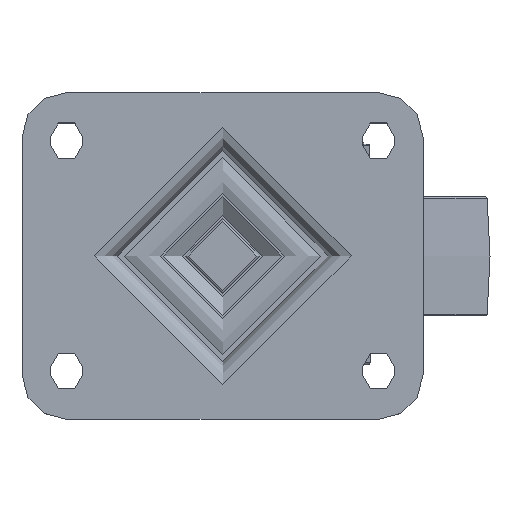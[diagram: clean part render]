
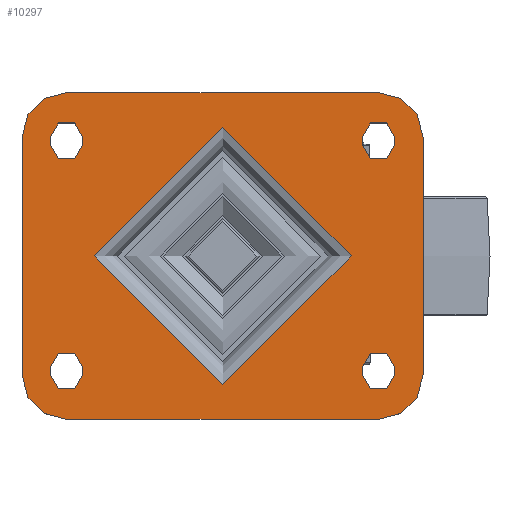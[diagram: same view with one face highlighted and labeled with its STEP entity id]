
A CAD part, top view. The second image highlights one B-rep face of the part: STEP entity #10297.
In plain terms, the highlighted planar face has unit normal (0, 0, 1).
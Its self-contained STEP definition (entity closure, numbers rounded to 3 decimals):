
#915=FACE_BOUND('',#2047,.T.);
#916=FACE_BOUND('',#2048,.T.);
#917=FACE_BOUND('',#2049,.T.);
#918=FACE_BOUND('',#2050,.T.);
#919=FACE_BOUND('',#2051,.T.);
#1031=PLANE('',#11228);
#1399=FACE_OUTER_BOUND('',#2046,.T.);
#2046=EDGE_LOOP('',(#7177,#7178,#7179,#7180,#7181,#7182,#7183,#7184));
#2047=EDGE_LOOP('',(#7185,#7186,#7187,#7188));
#2048=EDGE_LOOP('',(#7189,#7190,#7191,#7192));
#2049=EDGE_LOOP('',(#7193,#7194,#7195,#7196));
#2050=EDGE_LOOP('',(#7197,#7198,#7199,#7200));
#2051=EDGE_LOOP('',(#7201));
#2814=LINE('',#15181,#3462);
#2815=LINE('',#15185,#3463);
#2816=LINE('',#15189,#3464);
#2817=LINE('',#15192,#3465);
#2818=LINE('',#15195,#3466);
#2819=LINE('',#15199,#3467);
#2820=LINE('',#15203,#3468);
#2821=LINE('',#15207,#3469);
#2822=LINE('',#15211,#3470);
#2823=LINE('',#15215,#3471);
#2824=LINE('',#15219,#3472);
#2825=LINE('',#15223,#3473);
#3462=VECTOR('',#12423,1000.);
#3463=VECTOR('',#12426,1000.);
#3464=VECTOR('',#12429,1000.);
#3465=VECTOR('',#12432,1000.);
#3466=VECTOR('',#12433,1000.);
#3467=VECTOR('',#12436,1000.);
#3468=VECTOR('',#12439,1000.);
#3469=VECTOR('',#12442,1000.);
#3470=VECTOR('',#12445,1000.);
#3471=VECTOR('',#12448,1000.);
#3472=VECTOR('',#12451,1000.);
#3473=VECTOR('',#12454,1000.);
#4111=CIRCLE('',#11197,43.246);
#4134=CIRCLE('',#11229,15.);
#4135=CIRCLE('',#11230,15.);
#4136=CIRCLE('',#11231,15.);
#4137=CIRCLE('',#11232,15.);
#4138=CIRCLE('',#11233,5.5);
#4139=CIRCLE('',#11234,5.5);
#4140=CIRCLE('',#11235,5.5);
#4141=CIRCLE('',#11236,5.5);
#4142=CIRCLE('',#11237,5.5);
#4143=CIRCLE('',#11238,5.5);
#4144=CIRCLE('',#11239,5.5);
#4145=CIRCLE('',#11240,5.5);
#4573=VERTEX_POINT('',#15098);
#4605=VERTEX_POINT('',#15177);
#4606=VERTEX_POINT('',#15178);
#4607=VERTEX_POINT('',#15180);
#4608=VERTEX_POINT('',#15182);
#4609=VERTEX_POINT('',#15184);
#4610=VERTEX_POINT('',#15186);
#4611=VERTEX_POINT('',#15188);
#4612=VERTEX_POINT('',#15190);
#4613=VERTEX_POINT('',#15193);
#4614=VERTEX_POINT('',#15194);
#4615=VERTEX_POINT('',#15196);
#4616=VERTEX_POINT('',#15198);
#4617=VERTEX_POINT('',#15201);
#4618=VERTEX_POINT('',#15202);
#4619=VERTEX_POINT('',#15204);
#4620=VERTEX_POINT('',#15206);
#4621=VERTEX_POINT('',#15209);
#4622=VERTEX_POINT('',#15210);
#4623=VERTEX_POINT('',#15212);
#4624=VERTEX_POINT('',#15214);
#4625=VERTEX_POINT('',#15217);
#4626=VERTEX_POINT('',#15218);
#4627=VERTEX_POINT('',#15220);
#4628=VERTEX_POINT('',#15222);
#5576=EDGE_CURVE('',#4573,#4573,#4111,.T.);
#5613=EDGE_CURVE('',#4605,#4606,#4134,.T.);
#5614=EDGE_CURVE('',#4607,#4606,#2814,.T.);
#5615=EDGE_CURVE('',#4608,#4607,#4135,.T.);
#5616=EDGE_CURVE('',#4609,#4608,#2815,.T.);
#5617=EDGE_CURVE('',#4610,#4609,#4136,.T.);
#5618=EDGE_CURVE('',#4611,#4610,#2816,.T.);
#5619=EDGE_CURVE('',#4611,#4612,#4137,.T.);
#5620=EDGE_CURVE('',#4605,#4612,#2817,.T.);
#5621=EDGE_CURVE('',#4613,#4614,#2818,.T.);
#5622=EDGE_CURVE('',#4614,#4615,#4138,.T.);
#5623=EDGE_CURVE('',#4615,#4616,#2819,.T.);
#5624=EDGE_CURVE('',#4616,#4613,#4139,.T.);
#5625=EDGE_CURVE('',#4617,#4618,#2820,.T.);
#5626=EDGE_CURVE('',#4618,#4619,#4140,.T.);
#5627=EDGE_CURVE('',#4619,#4620,#2821,.T.);
#5628=EDGE_CURVE('',#4620,#4617,#4141,.T.);
#5629=EDGE_CURVE('',#4621,#4622,#2822,.T.);
#5630=EDGE_CURVE('',#4622,#4623,#4142,.T.);
#5631=EDGE_CURVE('',#4623,#4624,#2823,.T.);
#5632=EDGE_CURVE('',#4624,#4621,#4143,.T.);
#5633=EDGE_CURVE('',#4625,#4626,#2824,.T.);
#5634=EDGE_CURVE('',#4626,#4627,#4144,.T.);
#5635=EDGE_CURVE('',#4627,#4628,#2825,.T.);
#5636=EDGE_CURVE('',#4628,#4625,#4145,.T.);
#7177=ORIENTED_EDGE('',*,*,#5613,.T.);
#7178=ORIENTED_EDGE('',*,*,#5614,.F.);
#7179=ORIENTED_EDGE('',*,*,#5615,.F.);
#7180=ORIENTED_EDGE('',*,*,#5616,.F.);
#7181=ORIENTED_EDGE('',*,*,#5617,.F.);
#7182=ORIENTED_EDGE('',*,*,#5618,.F.);
#7183=ORIENTED_EDGE('',*,*,#5619,.T.);
#7184=ORIENTED_EDGE('',*,*,#5620,.F.);
#7185=ORIENTED_EDGE('',*,*,#5621,.T.);
#7186=ORIENTED_EDGE('',*,*,#5622,.T.);
#7187=ORIENTED_EDGE('',*,*,#5623,.T.);
#7188=ORIENTED_EDGE('',*,*,#5624,.T.);
#7189=ORIENTED_EDGE('',*,*,#5625,.T.);
#7190=ORIENTED_EDGE('',*,*,#5626,.T.);
#7191=ORIENTED_EDGE('',*,*,#5627,.T.);
#7192=ORIENTED_EDGE('',*,*,#5628,.T.);
#7193=ORIENTED_EDGE('',*,*,#5629,.T.);
#7194=ORIENTED_EDGE('',*,*,#5630,.T.);
#7195=ORIENTED_EDGE('',*,*,#5631,.T.);
#7196=ORIENTED_EDGE('',*,*,#5632,.T.);
#7197=ORIENTED_EDGE('',*,*,#5633,.T.);
#7198=ORIENTED_EDGE('',*,*,#5634,.T.);
#7199=ORIENTED_EDGE('',*,*,#5635,.T.);
#7200=ORIENTED_EDGE('',*,*,#5636,.T.);
#7201=ORIENTED_EDGE('',*,*,#5576,.F.);
#10297=ADVANCED_FACE('',(#1399,#915,#916,#917,#918,#919),#1031,.T.);
#11197=AXIS2_PLACEMENT_3D('',#15100,#12343,#12344);
#11228=AXIS2_PLACEMENT_3D('',#15176,#12419,#12420);
#11229=AXIS2_PLACEMENT_3D('',#15179,#12421,#12422);
#11230=AXIS2_PLACEMENT_3D('',#15183,#12424,#12425);
#11231=AXIS2_PLACEMENT_3D('',#15187,#12427,#12428);
#11232=AXIS2_PLACEMENT_3D('',#15191,#12430,#12431);
#11233=AXIS2_PLACEMENT_3D('',#15197,#12434,#12435);
#11234=AXIS2_PLACEMENT_3D('',#15200,#12437,#12438);
#11235=AXIS2_PLACEMENT_3D('',#15205,#12440,#12441);
#11236=AXIS2_PLACEMENT_3D('',#15208,#12443,#12444);
#11237=AXIS2_PLACEMENT_3D('',#15213,#12446,#12447);
#11238=AXIS2_PLACEMENT_3D('',#15216,#12449,#12450);
#11239=AXIS2_PLACEMENT_3D('',#15221,#12452,#12453);
#11240=AXIS2_PLACEMENT_3D('',#15224,#12455,#12456);
#12343=DIRECTION('center_axis',(0.,0.,1.));
#12344=DIRECTION('ref_axis',(-1.,0.,0.));
#12419=DIRECTION('center_axis',(0.,0.,1.));
#12420=DIRECTION('ref_axis',(1.,0.,0.));
#12421=DIRECTION('center_axis',(0.,0.,1.));
#12422=DIRECTION('ref_axis',(-1.,0.,0.));
#12423=DIRECTION('',(-1.,0.,0.));
#12424=DIRECTION('center_axis',(0.,0.,-1.));
#12425=DIRECTION('ref_axis',(1.,0.,0.));
#12426=DIRECTION('',(0.,-1.,0.));
#12427=DIRECTION('center_axis',(0.,0.,-1.));
#12428=DIRECTION('ref_axis',(0.,1.,0.));
#12429=DIRECTION('',(1.,0.,0.));
#12430=DIRECTION('center_axis',(0.,0.,1.));
#12431=DIRECTION('ref_axis',(0.,1.,0.));
#12432=DIRECTION('',(0.,1.,0.));
#12433=DIRECTION('',(0.,-1.,0.));
#12434=DIRECTION('center_axis',(0.,0.,-1.));
#12435=DIRECTION('ref_axis',(1.,0.,0.));
#12436=DIRECTION('',(0.,1.,0.));
#12437=DIRECTION('center_axis',(0.,0.,-1.));
#12438=DIRECTION('ref_axis',(1.,0.,0.));
#12439=DIRECTION('',(0.,1.,0.));
#12440=DIRECTION('center_axis',(0.,0.,-1.));
#12441=DIRECTION('ref_axis',(1.,0.,0.));
#12442=DIRECTION('',(0.,-1.,0.));
#12443=DIRECTION('center_axis',(0.,0.,-1.));
#12444=DIRECTION('ref_axis',(1.,0.,0.));
#12445=DIRECTION('',(0.,-1.,0.));
#12446=DIRECTION('center_axis',(0.,0.,-1.));
#12447=DIRECTION('ref_axis',(-1.,0.,0.));
#12448=DIRECTION('',(0.,1.,0.));
#12449=DIRECTION('center_axis',(0.,0.,-1.));
#12450=DIRECTION('ref_axis',(-1.,0.,0.));
#12451=DIRECTION('',(0.,1.,0.));
#12452=DIRECTION('center_axis',(0.,0.,-1.));
#12453=DIRECTION('ref_axis',(-1.,0.,0.));
#12454=DIRECTION('',(0.,-1.,0.));
#12455=DIRECTION('center_axis',(0.,0.,-1.));
#12456=DIRECTION('ref_axis',(-1.,0.,0.));
#15098=CARTESIAN_POINT('',(43.246,0.,0.));
#15100=CARTESIAN_POINT('Origin',(0.,0.,0.));
#15176=CARTESIAN_POINT('Origin',(0.,0.,0.));
#15177=CARTESIAN_POINT('',(-67.5,-40.,0.));
#15178=CARTESIAN_POINT('',(-52.5,-55.,0.));
#15179=CARTESIAN_POINT('Origin',(-52.5,-40.,0.));
#15180=CARTESIAN_POINT('',(52.5,-55.,0.));
#15181=CARTESIAN_POINT('',(52.5,-55.,0.));
#15182=CARTESIAN_POINT('',(67.5,-40.,0.));
#15183=CARTESIAN_POINT('Origin',(52.5,-40.,0.));
#15184=CARTESIAN_POINT('',(67.5,40.,0.));
#15185=CARTESIAN_POINT('',(67.5,40.,0.));
#15186=CARTESIAN_POINT('',(52.5,55.,0.));
#15187=CARTESIAN_POINT('Origin',(52.5,40.,0.));
#15188=CARTESIAN_POINT('',(-52.5,55.,0.));
#15189=CARTESIAN_POINT('',(-52.5,55.,0.));
#15190=CARTESIAN_POINT('',(-67.5,40.,0.));
#15191=CARTESIAN_POINT('Origin',(-52.5,40.,0.));
#15192=CARTESIAN_POINT('',(-67.5,-40.,0.));
#15193=CARTESIAN_POINT('',(-47.,40.,0.));
#15194=CARTESIAN_POINT('',(-47.,37.5,0.));
#15195=CARTESIAN_POINT('',(-47.,37.5,0.));
#15196=CARTESIAN_POINT('',(-58.,37.5,0.));
#15197=CARTESIAN_POINT('Origin',(-52.5,37.5,0.));
#15198=CARTESIAN_POINT('',(-58.,40.,0.));
#15199=CARTESIAN_POINT('',(-58.,37.5,0.));
#15200=CARTESIAN_POINT('Origin',(-52.5,40.,0.));
#15201=CARTESIAN_POINT('',(-58.,-40.,0.));
#15202=CARTESIAN_POINT('',(-58.,-37.5,0.));
#15203=CARTESIAN_POINT('',(-58.,-37.5,0.));
#15204=CARTESIAN_POINT('',(-47.,-37.5,0.));
#15205=CARTESIAN_POINT('Origin',(-52.5,-37.5,0.));
#15206=CARTESIAN_POINT('',(-47.,-40.,0.));
#15207=CARTESIAN_POINT('',(-47.,-37.5,0.));
#15208=CARTESIAN_POINT('Origin',(-52.5,-40.,0.));
#15209=CARTESIAN_POINT('',(58.,40.,0.));
#15210=CARTESIAN_POINT('',(58.,37.5,0.));
#15211=CARTESIAN_POINT('',(58.,37.5,0.));
#15212=CARTESIAN_POINT('',(47.,37.5,0.));
#15213=CARTESIAN_POINT('Origin',(52.5,37.5,0.));
#15214=CARTESIAN_POINT('',(47.,40.,0.));
#15215=CARTESIAN_POINT('',(47.,37.5,0.));
#15216=CARTESIAN_POINT('Origin',(52.5,40.,0.));
#15217=CARTESIAN_POINT('',(47.,-40.,0.));
#15218=CARTESIAN_POINT('',(47.,-37.5,0.));
#15219=CARTESIAN_POINT('',(47.,-37.5,0.));
#15220=CARTESIAN_POINT('',(58.,-37.5,0.));
#15221=CARTESIAN_POINT('Origin',(52.5,-37.5,0.));
#15222=CARTESIAN_POINT('',(58.,-40.,0.));
#15223=CARTESIAN_POINT('',(58.,-37.5,0.));
#15224=CARTESIAN_POINT('Origin',(52.5,-40.,0.));
